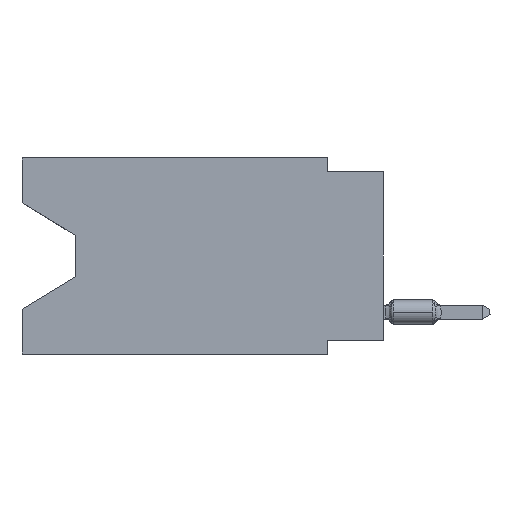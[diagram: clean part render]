
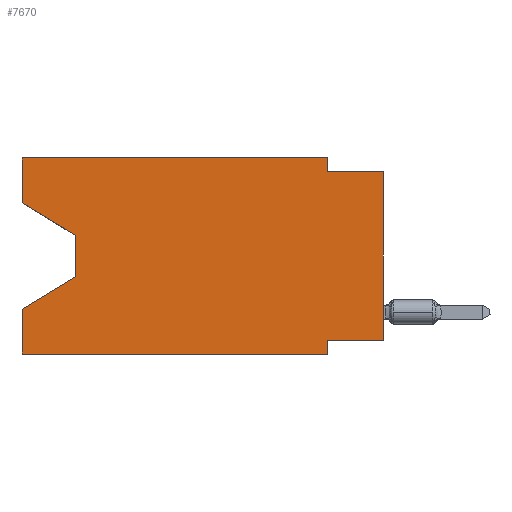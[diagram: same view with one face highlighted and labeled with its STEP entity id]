
A CAD part, left-side view. The second image highlights one B-rep face of the part: STEP entity #7670.
In plain terms, the highlighted planar face has unit normal (-1, 0, 0).
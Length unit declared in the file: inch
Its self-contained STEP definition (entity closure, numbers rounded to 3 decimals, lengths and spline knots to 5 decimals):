
#38 = LINE ( 'NONE', #1512, #13253 ) ;
#102 = CARTESIAN_POINT ( 'NONE',  ( 0., 0.645, 0. ) ) ;
#282 = ORIENTED_EDGE ( 'NONE', *, *, #1293, .T. ) ;
#554 = CARTESIAN_POINT ( 'NONE',  ( 0., 0.55, -0.212 ) ) ;
#796 = VECTOR ( 'NONE', #4268, 39.37008 ) ;
#804 = DIRECTION ( 'NONE',  ( 0., -1., 0. ) ) ;
#973 = CARTESIAN_POINT ( 'NONE',  ( 0., 0.645, -0.35 ) ) ;
#1236 = CARTESIAN_POINT ( 'NONE',  ( 0., 0.1, -0.35 ) ) ;
#1293 = EDGE_CURVE ( 'NONE', #1798, #16277, #2173, .T. ) ;
#1359 = EDGE_CURVE ( 'NONE', #1798, #5346, #3630, .T. ) ;
#1430 = VECTOR ( 'NONE', #15997, 39.37008 ) ;
#1482 = VECTOR ( 'NONE', #9139, 39.37008 ) ;
#1512 = CARTESIAN_POINT ( 'NONE',  ( 0., 0.645, 0. ) ) ;
#1798 = VERTEX_POINT ( 'NONE', #973 ) ;
#1812 = VECTOR ( 'NONE', #12701, 39.37008 ) ;
#1976 = VERTEX_POINT ( 'NONE', #17000 ) ;
#2173 = LINE ( 'NONE', #11813, #14547 ) ;
#2650 = CARTESIAN_POINT ( 'NONE',  ( 0., 0.1, -0.025 ) ) ;
#2655 = EDGE_CURVE ( 'NONE', #17971, #7977, #2660, .T. ) ;
#2660 = LINE ( 'NONE', #12115, #14470 ) ;
#3570 = EDGE_CURVE ( 'NONE', #17743, #5346, #4848, .T. ) ;
#3573 = ORIENTED_EDGE ( 'NONE', *, *, #13168, .F. ) ;
#3625 = DIRECTION ( 'NONE',  ( 0., 0., -1. ) ) ;
#3630 = LINE ( 'NONE', #12093, #796 ) ;
#3982 = CARTESIAN_POINT ( 'NONE',  ( 0., 0., -0.025 ) ) ;
#4261 = CARTESIAN_POINT ( 'NONE',  ( 0., 0., -0.325 ) ) ;
#4268 = DIRECTION ( 'NONE',  ( 0., 0., 1. ) ) ;
#4561 = DIRECTION ( 'NONE',  ( 0., 1., 0. ) ) ;
#4848 = LINE ( 'NONE', #554, #9016 ) ;
#4972 = ORIENTED_EDGE ( 'NONE', *, *, #16428, .T. ) ;
#5000 = DIRECTION ( 'NONE',  ( 0., -1., 0. ) ) ;
#5234 = EDGE_CURVE ( 'NONE', #15168, #17553, #15481, .T. ) ;
#5346 = VERTEX_POINT ( 'NONE', #15926 ) ;
#5502 = DIRECTION ( 'NONE',  ( 0., 0., -1. ) ) ;
#5564 = EDGE_CURVE ( 'NONE', #11047, #17553, #11992, .T. ) ;
#6804 = ORIENTED_EDGE ( 'NONE', *, *, #17657, .F. ) ;
#7081 = DIRECTION ( 'NONE',  ( 0., 0., 1. ) ) ;
#7113 = CARTESIAN_POINT ( 'NONE',  ( 0., 0., 0. ) ) ;
#7144 = ORIENTED_EDGE ( 'NONE', *, *, #3570, .T. ) ;
#7587 = ORIENTED_EDGE ( 'NONE', *, *, #11237, .T. ) ;
#7670 = ADVANCED_FACE ( 'NONE', ( #12492 ), #17901, .F. ) ;
#7840 = CARTESIAN_POINT ( 'NONE',  ( 0., 0.1, -0.35 ) ) ;
#7977 = VERTEX_POINT ( 'NONE', #8307 ) ;
#8307 = CARTESIAN_POINT ( 'NONE',  ( 0., 0.1, 0. ) ) ;
#8536 = ORIENTED_EDGE ( 'NONE', *, *, #15026, .F. ) ;
#8732 = LINE ( 'NONE', #12876, #1812 ) ;
#9016 = VECTOR ( 'NONE', #9086, 39.37008 ) ;
#9041 = ORIENTED_EDGE ( 'NONE', *, *, #1359, .F. ) ;
#9086 = DIRECTION ( 'NONE',  ( 0., 0.855, -0.519 ) ) ;
#9139 = DIRECTION ( 'NONE',  ( 0., 0., -1. ) ) ;
#9212 = CARTESIAN_POINT ( 'NONE',  ( 0., 0.645, -0.08025 ) ) ;
#9231 = VECTOR ( 'NONE', #5000, 39.37008 ) ;
#9296 = VERTEX_POINT ( 'NONE', #15034 ) ;
#9828 = CARTESIAN_POINT ( 'NONE',  ( 0., 0.645, 0. ) ) ;
#10168 = AXIS2_PLACEMENT_3D ( 'NONE', #9828, #11206, #5502 ) ;
#10799 = LINE ( 'NONE', #16112, #11485 ) ;
#11047 = VERTEX_POINT ( 'NONE', #2650 ) ;
#11206 = DIRECTION ( 'NONE',  ( 1., 0., 0. ) ) ;
#11237 = EDGE_CURVE ( 'NONE', #1976, #9296, #16183, .T. ) ;
#11485 = VECTOR ( 'NONE', #3625, 39.37008 ) ;
#11708 = ORIENTED_EDGE ( 'NONE', *, *, #2655, .F. ) ;
#11709 = LINE ( 'NONE', #7840, #1482 ) ;
#11813 = CARTESIAN_POINT ( 'NONE',  ( 0., 0.645, -0.35 ) ) ;
#11833 = ORIENTED_EDGE ( 'NONE', *, *, #5234, .T. ) ;
#11992 = LINE ( 'NONE', #17570, #9231 ) ;
#12093 = CARTESIAN_POINT ( 'NONE',  ( 0., 0.645, 0. ) ) ;
#12115 = CARTESIAN_POINT ( 'NONE',  ( 0., 0.645, 0. ) ) ;
#12492 = FACE_OUTER_BOUND ( 'NONE', #13887, .T. ) ;
#12549 = EDGE_CURVE ( 'NONE', #14905, #16277, #11709, .T. ) ;
#12701 = DIRECTION ( 'NONE',  ( 0., 0., -1. ) ) ;
#12876 = CARTESIAN_POINT ( 'NONE',  ( 0., 0.55, -0.138 ) ) ;
#13168 = EDGE_CURVE ( 'NONE', #15168, #14905, #15241, .T. ) ;
#13253 = VECTOR ( 'NONE', #7081, 39.37008 ) ;
#13485 = CARTESIAN_POINT ( 'NONE',  ( 0., 0.1, -0.325 ) ) ;
#13700 = ORIENTED_EDGE ( 'NONE', *, *, #12549, .F. ) ;
#13851 = CARTESIAN_POINT ( 'NONE',  ( 0., 0., -0.325 ) ) ;
#13887 = EDGE_LOOP ( 'NONE', ( #7587, #4972, #7144, #9041, #282, #13700, #3573, #11833, #17557, #8536, #11708, #6804 ) ) ;
#14011 = DIRECTION ( 'NONE',  ( 0., 0., 1. ) ) ;
#14470 = VECTOR ( 'NONE', #16691, 39.37008 ) ;
#14547 = VECTOR ( 'NONE', #804, 39.37008 ) ;
#14905 = VERTEX_POINT ( 'NONE', #13485 ) ;
#15026 = EDGE_CURVE ( 'NONE', #7977, #11047, #10799, .T. ) ;
#15034 = CARTESIAN_POINT ( 'NONE',  ( 0., 0.55, -0.138 ) ) ;
#15168 = VERTEX_POINT ( 'NONE', #4261 ) ;
#15241 = LINE ( 'NONE', #13851, #15540 ) ;
#15481 = LINE ( 'NONE', #7113, #16239 ) ;
#15540 = VECTOR ( 'NONE', #4561, 39.37008 ) ;
#15926 = CARTESIAN_POINT ( 'NONE',  ( 0., 0.645, -0.26975 ) ) ;
#15997 = DIRECTION ( 'NONE',  ( 0., -0.855, -0.519 ) ) ;
#16112 = CARTESIAN_POINT ( 'NONE',  ( 0., 0.1, 0. ) ) ;
#16183 = LINE ( 'NONE', #9212, #1430 ) ;
#16239 = VECTOR ( 'NONE', #14011, 39.37008 ) ;
#16248 = CARTESIAN_POINT ( 'NONE',  ( 0., 0.55, -0.212 ) ) ;
#16277 = VERTEX_POINT ( 'NONE', #1236 ) ;
#16428 = EDGE_CURVE ( 'NONE', #9296, #17743, #8732, .T. ) ;
#16691 = DIRECTION ( 'NONE',  ( 0., -1., 0. ) ) ;
#17000 = CARTESIAN_POINT ( 'NONE',  ( 0., 0.645, -0.08025 ) ) ;
#17553 = VERTEX_POINT ( 'NONE', #3982 ) ;
#17557 = ORIENTED_EDGE ( 'NONE', *, *, #5564, .F. ) ;
#17570 = CARTESIAN_POINT ( 'NONE',  ( 0., 0., -0.025 ) ) ;
#17657 = EDGE_CURVE ( 'NONE', #1976, #17971, #38, .T. ) ;
#17743 = VERTEX_POINT ( 'NONE', #16248 ) ;
#17901 = PLANE ( 'NONE',  #10168 ) ;
#17971 = VERTEX_POINT ( 'NONE', #102 ) ;
